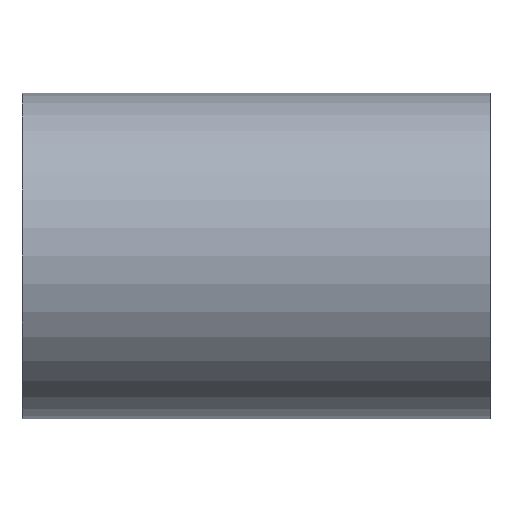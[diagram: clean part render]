
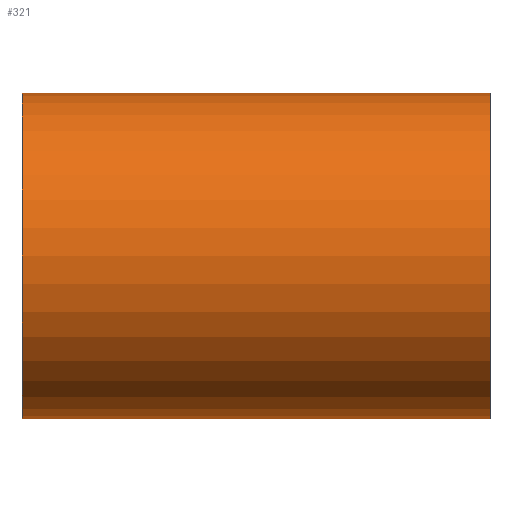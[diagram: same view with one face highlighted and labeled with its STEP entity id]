
A CAD part, front view. The second image highlights one B-rep face of the part: STEP entity #321.
In plain terms, the highlighted cylindrical face has radius 25.4 mm (diameter 50.8 mm), a partial arc.
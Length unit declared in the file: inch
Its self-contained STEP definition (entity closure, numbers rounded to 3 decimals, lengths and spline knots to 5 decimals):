
#23 = DIRECTION ( 'NONE',  ( 0., 0., 1. ) ) ;
#115 = VERTEX_POINT ( 'NONE', #365 ) ;
#116 = AXIS2_PLACEMENT_3D ( 'NONE', #543, #588, #23 ) ;
#120 = CARTESIAN_POINT ( 'NONE',  ( 1.437, 0., 1. ) ) ;
#121 = CARTESIAN_POINT ( 'NONE',  ( 0., 0., -1. ) ) ;
#131 = FACE_OUTER_BOUND ( 'NONE', #642, .T. ) ;
#158 = ORIENTED_EDGE ( 'NONE', *, *, #188, .F. ) ;
#168 = CARTESIAN_POINT ( 'NONE',  ( 1.437, 0., 0. ) ) ;
#188 = EDGE_CURVE ( 'NONE', #564, #617, #280, .T. ) ;
#191 = CARTESIAN_POINT ( 'NONE',  ( 0., 0., 1. ) ) ;
#238 = EDGE_CURVE ( 'NONE', #617, #115, #340, .T. ) ;
#264 = DIRECTION ( 'NONE',  ( -1., 0., 0. ) ) ;
#280 = LINE ( 'NONE', #121, #296 ) ;
#296 = VECTOR ( 'NONE', #327, 39.37008 ) ;
#305 = ORIENTED_EDGE ( 'NONE', *, *, #420, .T. ) ;
#321 = ADVANCED_FACE ( 'NONE', ( #131 ), #380, .T. ) ;
#327 = DIRECTION ( 'NONE',  ( -1., 0., 0. ) ) ;
#330 = CARTESIAN_POINT ( 'NONE',  ( -1.437, 0., 0. ) ) ;
#340 = CIRCLE ( 'NONE', #523, 1. ) ;
#365 = CARTESIAN_POINT ( 'NONE',  ( -1.437, 0., 1. ) ) ;
#377 = DIRECTION ( 'NONE',  ( 0., 0., 1. ) ) ;
#380 = CYLINDRICAL_SURFACE ( 'NONE', #116, 1. ) ;
#384 = AXIS2_PLACEMENT_3D ( 'NONE', #168, #264, #377 ) ;
#388 = DIRECTION ( 'NONE',  ( -1., 0., 0. ) ) ;
#420 = EDGE_CURVE ( 'NONE', #484, #115, #448, .T. ) ;
#421 = ORIENTED_EDGE ( 'NONE', *, *, #238, .F. ) ;
#441 = ORIENTED_EDGE ( 'NONE', *, *, #572, .T. ) ;
#448 = LINE ( 'NONE', #191, #450 ) ;
#450 = VECTOR ( 'NONE', #452, 39.37008 ) ;
#452 = DIRECTION ( 'NONE',  ( -1., 0., 0. ) ) ;
#484 = VERTEX_POINT ( 'NONE', #120 ) ;
#491 = CIRCLE ( 'NONE', #384, 1. ) ;
#523 = AXIS2_PLACEMENT_3D ( 'NONE', #330, #388, #539 ) ;
#539 = DIRECTION ( 'NONE',  ( 0., 0., 1. ) ) ;
#543 = CARTESIAN_POINT ( 'NONE',  ( 0., 0., 0. ) ) ;
#545 = CARTESIAN_POINT ( 'NONE',  ( -1.437, 0., -1. ) ) ;
#564 = VERTEX_POINT ( 'NONE', #635 ) ;
#572 = EDGE_CURVE ( 'NONE', #564, #484, #491, .T. ) ;
#588 = DIRECTION ( 'NONE',  ( -1., 0., 0. ) ) ;
#617 = VERTEX_POINT ( 'NONE', #545 ) ;
#635 = CARTESIAN_POINT ( 'NONE',  ( 1.437, 0., -1. ) ) ;
#642 = EDGE_LOOP ( 'NONE', ( #158, #441, #305, #421 ) ) ;
